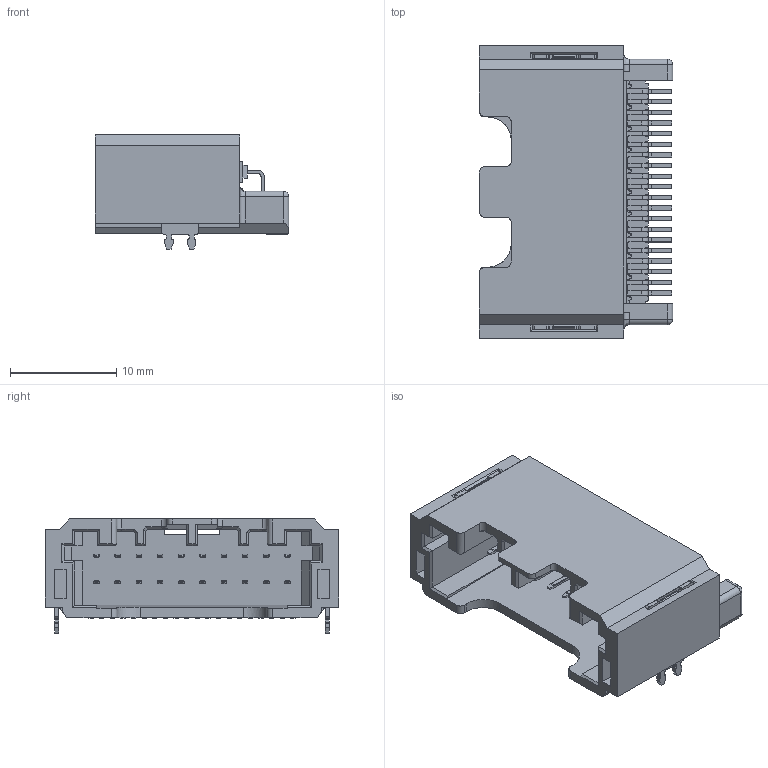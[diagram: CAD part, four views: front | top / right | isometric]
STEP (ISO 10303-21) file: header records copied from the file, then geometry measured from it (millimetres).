
FILE_DESCRIPTION( ('This file contains a STEP AP42 implementation' ,'as created by ZW3D STEP Interface translator.') ,'2;1' );
FILE_NAME( '72025-2MZ020FBSNBR1.step' ,'23 411.142511', (''), ('ZWCAD Software Co.'), 'Version 1.0', 'ZW3D to STEP translator', '' );
FILE_SCHEMA(('AUTOMOTIVE_DESIGN { 1 0 10303 214 1 1 1 1 }'));
Length unit declared in the file: millimetre
Products named in the file (2): 0; 72025-2MZ016FBSNBR1
Bounding box: 18.2 x 27.6 x 10.75 mm (x, y, z)
Volume: 1629.2 mm3; surface area: 3542.9 mm2
Topology: 1 solids, 1 shells, 1838 faces, 5613 edges, 3685 vertices
Faces by surface type: plane 1335, cylinder 488, bspline 9, cone 4, sphere 2
Entity records: 65501 total; most frequent: CARTESIAN_POINT 13274, ORIENTED_EDGE 11226, DIRECTION 9628, EDGE_CURVE 5613, VECTOR 4578, LINE 4578, VERTEX_POINT 3685, AXIS2_PLACEMENT_3D 2525
